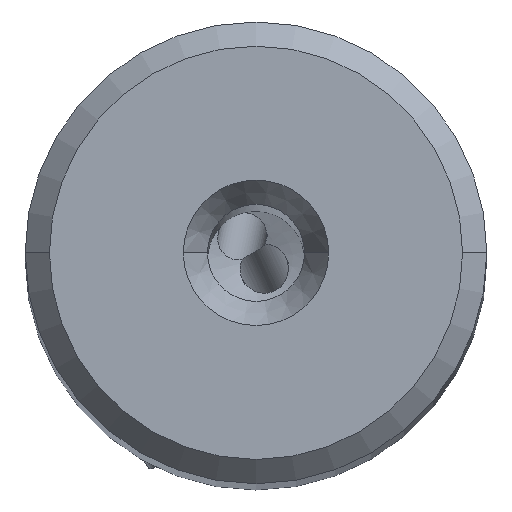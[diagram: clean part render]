
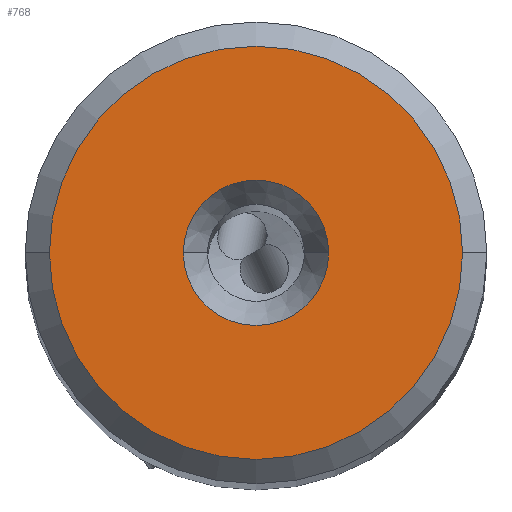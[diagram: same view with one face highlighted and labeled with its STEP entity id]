
A CAD part, top view. The second image highlights one B-rep face of the part: STEP entity #768.
In plain terms, the highlighted planar face has unit normal (0, 0, 1).
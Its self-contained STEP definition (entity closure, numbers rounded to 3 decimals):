
#567=PLANE('',#7001);
#768=ADVANCED_FACE('',(#1100,#1101),#567,.T.);
#1100=FACE_BOUND('',#1291,.T.);
#1101=FACE_BOUND('',#1292,.T.);
#1291=EDGE_LOOP('',(#3509,#3510,#3511,#3512));
#1292=EDGE_LOOP('',(#3513,#3514));
#3509=ORIENTED_EDGE('',*,*,#5681,.F.);
#3510=ORIENTED_EDGE('',*,*,#5682,.F.);
#3511=ORIENTED_EDGE('',*,*,#5683,.F.);
#3512=ORIENTED_EDGE('',*,*,#5684,.F.);
#3513=ORIENTED_EDGE('',*,*,#5685,.F.);
#3514=ORIENTED_EDGE('',*,*,#5680,.F.);
#4847=VERTEX_POINT('',#12908);
#4848=VERTEX_POINT('',#12910);
#4849=VERTEX_POINT('',#12914);
#4850=VERTEX_POINT('',#12915);
#4851=VERTEX_POINT('',#12917);
#4852=VERTEX_POINT('',#12919);
#5680=EDGE_CURVE('',#4848,#4847,#6237,.T.);
#5681=EDGE_CURVE('',#4849,#4850,#6238,.T.);
#5682=EDGE_CURVE('',#4851,#4849,#6239,.T.);
#5683=EDGE_CURVE('',#4852,#4851,#6240,.T.);
#5684=EDGE_CURVE('',#4850,#4852,#6241,.T.);
#5685=EDGE_CURVE('',#4847,#4848,#6242,.T.);
#6237=CIRCLE('',#6994,3.);
#6238=CIRCLE('',#6996,8.525);
#6239=CIRCLE('',#6997,8.525);
#6240=CIRCLE('',#6998,8.525);
#6241=CIRCLE('',#6999,8.525);
#6242=CIRCLE('',#7000,3.);
#6994=AXIS2_PLACEMENT_3D('',#12911,#8288,#8289);
#6996=AXIS2_PLACEMENT_3D('',#12913,#8292,#8293);
#6997=AXIS2_PLACEMENT_3D('',#12916,#8294,#8295);
#6998=AXIS2_PLACEMENT_3D('',#12918,#8296,#8297);
#6999=AXIS2_PLACEMENT_3D('',#12920,#8298,#8299);
#7000=AXIS2_PLACEMENT_3D('',#12921,#8300,#8301);
#7001=AXIS2_PLACEMENT_3D('',#12922,#8302,#8303);
#8288=DIRECTION('',(0.,0.,1.));
#8289=DIRECTION('',(-1.,0.,0.));
#8292=DIRECTION('',(0.,0.,-1.));
#8293=DIRECTION('',(0.,1.,0.));
#8294=DIRECTION('',(0.,0.,-1.));
#8295=DIRECTION('',(-1.,0.,0.));
#8296=DIRECTION('',(0.,0.,-1.));
#8297=DIRECTION('',(0.,-1.,0.));
#8298=DIRECTION('',(0.,0.,-1.));
#8299=DIRECTION('',(1.,0.,0.));
#8300=DIRECTION('',(0.,0.,1.));
#8301=DIRECTION('',(1.,0.,0.));
#8302=DIRECTION('',(0.,0.,1.));
#8303=DIRECTION('',(1.,0.,0.));
#12908=CARTESIAN_POINT('',(3.,0.,0.));
#12910=CARTESIAN_POINT('',(-3.,0.,0.));
#12911=CARTESIAN_POINT('',(0.,0.,0.));
#12913=CARTESIAN_POINT('',(0.,0.,0.));
#12914=CARTESIAN_POINT('',(0.,8.525,0.));
#12915=CARTESIAN_POINT('',(8.525,0.,0.));
#12916=CARTESIAN_POINT('',(0.,0.,0.));
#12917=CARTESIAN_POINT('',(-8.525,0.,0.));
#12918=CARTESIAN_POINT('',(0.,0.,0.));
#12919=CARTESIAN_POINT('',(0.,-8.525,0.));
#12920=CARTESIAN_POINT('',(0.,0.,0.));
#12921=CARTESIAN_POINT('',(0.,0.,0.));
#12922=CARTESIAN_POINT('',(0.,0.,0.));
